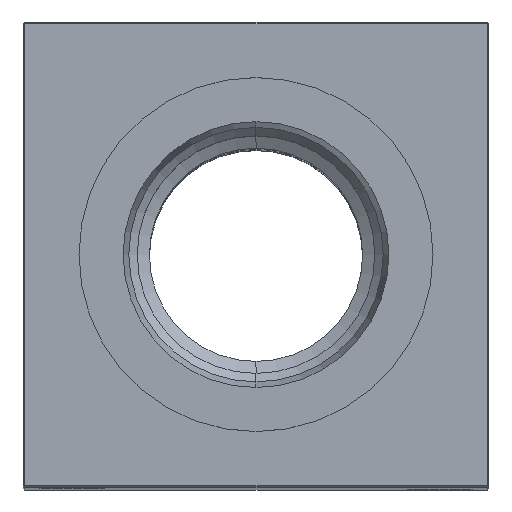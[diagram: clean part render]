
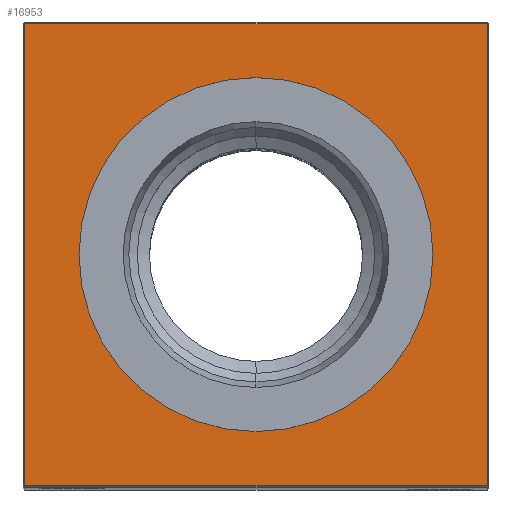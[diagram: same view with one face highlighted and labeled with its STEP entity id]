
A CAD part, top view. The second image highlights one B-rep face of the part: STEP entity #16953.
In plain terms, the highlighted planar face has unit normal (0, 0, 1).
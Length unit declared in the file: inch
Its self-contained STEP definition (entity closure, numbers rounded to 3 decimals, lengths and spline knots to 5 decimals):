
#384 = EDGE_LOOP ( 'NONE', ( #1374, #14866 ) ) ;
#555 = DIRECTION ( 'NONE',  ( -1., 0., 0. ) ) ;
#1266 = VECTOR ( 'NONE', #8328, 39.37008 ) ;
#1374 = ORIENTED_EDGE ( 'NONE', *, *, #27558, .T. ) ;
#1380 = LINE ( 'NONE', #25328, #10281 ) ;
#1931 = VERTEX_POINT ( 'NONE', #19405 ) ;
#2086 = EDGE_CURVE ( 'NONE', #10054, #18316, #6663, .T. ) ;
#2793 = CARTESIAN_POINT ( 'NONE',  ( 1.49, -1.49, 10.5 ) ) ;
#3249 = VERTEX_POINT ( 'NONE', #24452 ) ;
#4254 = PLANE ( 'NONE',  #5918 ) ;
#4335 = CIRCLE ( 'NONE', #21846, 1.14173 ) ;
#5722 = CARTESIAN_POINT ( 'NONE',  ( 0., 1.49, 10.5 ) ) ;
#5918 = AXIS2_PLACEMENT_3D ( 'NONE', #13085, #19709, #15676 ) ;
#6547 = DIRECTION ( 'NONE',  ( 0., 0., -1. ) ) ;
#6663 = LINE ( 'NONE', #11472, #21864 ) ;
#6716 = FACE_OUTER_BOUND ( 'NONE', #28000, .T. ) ;
#7803 = CARTESIAN_POINT ( 'NONE',  ( -1.49, -1.49, 10.5 ) ) ;
#8328 = DIRECTION ( 'NONE',  ( -1., 0., 0. ) ) ;
#8409 = AXIS2_PLACEMENT_3D ( 'NONE', #26179, #6547, #26464 ) ;
#9137 = DIRECTION ( 'NONE',  ( 1., 0., 0. ) ) ;
#9515 = CARTESIAN_POINT ( 'NONE',  ( 0., 0., 10.5 ) ) ;
#10054 = VERTEX_POINT ( 'NONE', #7803 ) ;
#10061 = DIRECTION ( 'NONE',  ( 0., -1., 0. ) ) ;
#10281 = VECTOR ( 'NONE', #10061, 39.37008 ) ;
#10294 = LINE ( 'NONE', #23962, #24822 ) ;
#11472 = CARTESIAN_POINT ( 'NONE',  ( 0., -1.49, 10.5 ) ) ;
#12046 = EDGE_CURVE ( 'NONE', #18458, #3249, #4335, .T. ) ;
#13085 = CARTESIAN_POINT ( 'NONE',  ( 0., 0., 10.5 ) ) ;
#13140 = ORIENTED_EDGE ( 'NONE', *, *, #18239, .T. ) ;
#14866 = ORIENTED_EDGE ( 'NONE', *, *, #12046, .T. ) ;
#15676 = DIRECTION ( 'NONE',  ( -1., 0., 0. ) ) ;
#16696 = ORIENTED_EDGE ( 'NONE', *, *, #22398, .T. ) ;
#16953 = ADVANCED_FACE ( 'NONE', ( #6716, #26193 ), #4254, .F. ) ;
#17565 = EDGE_CURVE ( 'NONE', #18316, #21657, #10294, .T. ) ;
#18239 = EDGE_CURVE ( 'NONE', #21657, #1931, #28081, .T. ) ;
#18316 = VERTEX_POINT ( 'NONE', #2793 ) ;
#18458 = VERTEX_POINT ( 'NONE', #24998 ) ;
#19405 = CARTESIAN_POINT ( 'NONE',  ( -1.49, 1.49, 10.5 ) ) ;
#19709 = DIRECTION ( 'NONE',  ( 0., 0., -1. ) ) ;
#20466 = DIRECTION ( 'NONE',  ( 0., 0., -1. ) ) ;
#21195 = ORIENTED_EDGE ( 'NONE', *, *, #2086, .T. ) ;
#21529 = DIRECTION ( 'NONE',  ( 0., 1., 0. ) ) ;
#21657 = VERTEX_POINT ( 'NONE', #21678 ) ;
#21678 = CARTESIAN_POINT ( 'NONE',  ( 1.49, 1.49, 10.5 ) ) ;
#21846 = AXIS2_PLACEMENT_3D ( 'NONE', #9515, #20466, #555 ) ;
#21864 = VECTOR ( 'NONE', #9137, 39.37008 ) ;
#22398 = EDGE_CURVE ( 'NONE', #1931, #10054, #1380, .T. ) ;
#23962 = CARTESIAN_POINT ( 'NONE',  ( 1.49, 0., 10.5 ) ) ;
#24452 = CARTESIAN_POINT ( 'NONE',  ( 0., 1.14173, 10.5 ) ) ;
#24822 = VECTOR ( 'NONE', #21529, 39.37008 ) ;
#24998 = CARTESIAN_POINT ( 'NONE',  ( 0., -1.14173, 10.5 ) ) ;
#25328 = CARTESIAN_POINT ( 'NONE',  ( -1.49, 0., 10.5 ) ) ;
#26179 = CARTESIAN_POINT ( 'NONE',  ( 0., 0., 10.5 ) ) ;
#26193 = FACE_BOUND ( 'NONE', #384, .T. ) ;
#26362 = CIRCLE ( 'NONE', #8409, 1.14173 ) ;
#26464 = DIRECTION ( 'NONE',  ( -1., 0., 0. ) ) ;
#26546 = ORIENTED_EDGE ( 'NONE', *, *, #17565, .T. ) ;
#27558 = EDGE_CURVE ( 'NONE', #3249, #18458, #26362, .T. ) ;
#28000 = EDGE_LOOP ( 'NONE', ( #16696, #21195, #26546, #13140 ) ) ;
#28081 = LINE ( 'NONE', #5722, #1266 ) ;
